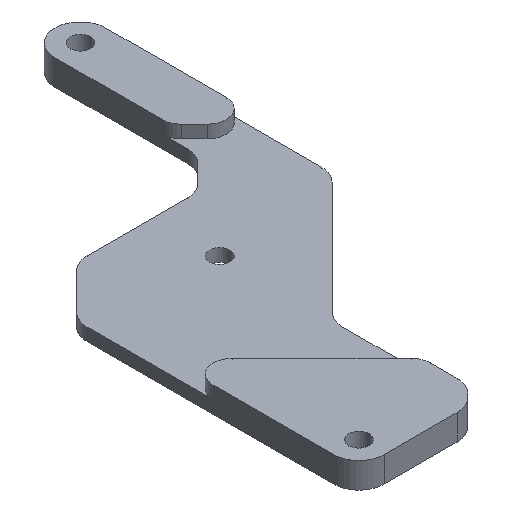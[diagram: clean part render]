
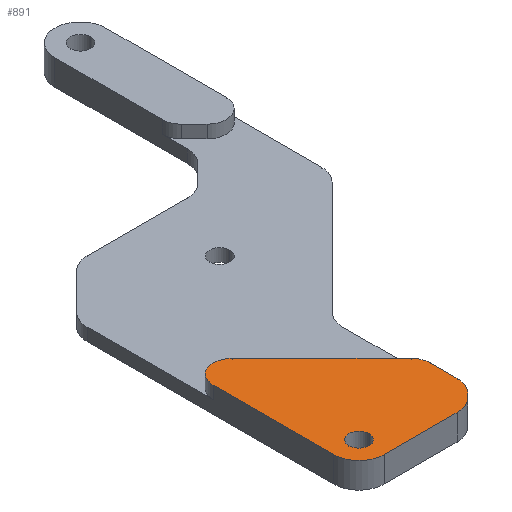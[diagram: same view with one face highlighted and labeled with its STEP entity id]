
A CAD part, isometric view. The second image highlights one B-rep face of the part: STEP entity #891.
In plain terms, the highlighted planar face has unit normal (0, 0, 1).
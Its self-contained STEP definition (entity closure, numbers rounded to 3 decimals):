
#11 = CIRCLE ( 'NONE', #942, 3. ) ;
#27 = DIRECTION ( 'NONE',  ( 0., 0., -1. ) ) ;
#29 = CARTESIAN_POINT ( 'NONE',  ( 0., -129.942, 4. ) ) ;
#40 = VERTEX_POINT ( 'NONE', #1178 ) ;
#42 = CARTESIAN_POINT ( 'NONE',  ( 0., 0., 4. ) ) ;
#62 = VERTEX_POINT ( 'NONE', #1285 ) ;
#68 = DIRECTION ( 'NONE',  ( -1., 0., 0. ) ) ;
#82 = VECTOR ( 'NONE', #610, 1000. ) ;
#90 = DIRECTION ( 'NONE',  ( 1., 0., 0. ) ) ;
#100 = CARTESIAN_POINT ( 'NONE',  ( 0., -115.8, 4. ) ) ;
#103 = CIRCLE ( 'NONE', #167, 1.6 ) ;
#111 = VERTEX_POINT ( 'NONE', #437 ) ;
#120 = CARTESIAN_POINT ( 'NONE',  ( -20., -136., 4. ) ) ;
#122 = AXIS2_PLACEMENT_3D ( 'NONE', #171, #381, #68 ) ;
#132 = CARTESIAN_POINT ( 'NONE',  ( -16., -140., 4. ) ) ;
#143 = DIRECTION ( 'NONE',  ( 0., 0., 1. ) ) ;
#148 = DIRECTION ( 'NONE',  ( -1., 0., 0. ) ) ;
#164 = CIRCLE ( 'NONE', #900, 1.6 ) ;
#167 = AXIS2_PLACEMENT_3D ( 'NONE', #1246, #949, #259 ) ;
#171 = CARTESIAN_POINT ( 'NONE',  ( -4.657, -136., 4. ) ) ;
#175 = CARTESIAN_POINT ( 'NONE',  ( -14.4, -136., 4. ) ) ;
#182 = CARTESIAN_POINT ( 'NONE',  ( -1.828, -138.828, 4. ) ) ;
#197 = EDGE_CURVE ( 'NONE', #421, #505, #11, .T. ) ;
#199 = ORIENTED_EDGE ( 'NONE', *, *, #707, .F. ) ;
#224 = ORIENTED_EDGE ( 'NONE', *, *, #491, .F. ) ;
#225 = CARTESIAN_POINT ( 'NONE',  ( -0.879, -129.063, 4. ) ) ;
#231 = CARTESIAN_POINT ( 'NONE',  ( -4., -135.343, 4. ) ) ;
#236 = PLANE ( 'NONE',  #882 ) ;
#247 = CARTESIAN_POINT ( 'NONE',  ( -3., -131.185, 4. ) ) ;
#252 = DIRECTION ( 'NONE',  ( 0., 0., 1. ) ) ;
#259 = DIRECTION ( 'NONE',  ( 1., 0., 0. ) ) ;
#275 = CARTESIAN_POINT ( 'NONE',  ( -17., -117.185, 4. ) ) ;
#316 = EDGE_CURVE ( 'NONE', #1030, #1035, #1148, .T. ) ;
#326 = EDGE_CURVE ( 'NONE', #62, #685, #756, .T. ) ;
#336 = CARTESIAN_POINT ( 'NONE',  ( -20., -140., 4. ) ) ;
#339 = FACE_OUTER_BOUND ( 'NONE', #1221, .T. ) ;
#356 = LINE ( 'NONE', #993, #82 ) ;
#362 = ORIENTED_EDGE ( 'NONE', *, *, #365, .F. ) ;
#365 = EDGE_CURVE ( 'NONE', #963, #40, #164, .T. ) ;
#380 = ORIENTED_EDGE ( 'NONE', *, *, #1313, .T. ) ;
#381 = DIRECTION ( 'NONE',  ( 0., 0., 1. ) ) ;
#387 = DIRECTION ( 'NONE',  ( 0.707, 0.707, 0. ) ) ;
#399 = DIRECTION ( 'NONE',  ( 0., 0., 1. ) ) ;
#421 = VERTEX_POINT ( 'NONE', #1127 ) ;
#422 = DIRECTION ( 'NONE',  ( 0., -1., 0. ) ) ;
#437 = CARTESIAN_POINT ( 'NONE',  ( 0., -135.343, 4. ) ) ;
#456 = DIRECTION ( 'NONE',  ( 0.707, -0.707, 0. ) ) ;
#468 = VERTEX_POINT ( 'NONE', #120 ) ;
#488 = CARTESIAN_POINT ( 'NONE',  ( -20., -117.185, 4. ) ) ;
#490 = CARTESIAN_POINT ( 'NONE',  ( -16., -136., 4. ) ) ;
#491 = EDGE_CURVE ( 'NONE', #468, #1035, #634, .T. ) ;
#494 = ORIENTED_EDGE ( 'NONE', *, *, #1194, .F. ) ;
#505 = VERTEX_POINT ( 'NONE', #225 ) ;
#519 = VECTOR ( 'NONE', #387, 1000. ) ;
#542 = VERTEX_POINT ( 'NONE', #1038 ) ;
#547 = ORIENTED_EDGE ( 'NONE', *, *, #1212, .F. ) ;
#553 = ORIENTED_EDGE ( 'NONE', *, *, #316, .T. ) ;
#559 = VECTOR ( 'NONE', #422, 1000. ) ;
#565 = DIRECTION ( 'NONE',  ( -1., 0., 0. ) ) ;
#602 = VERTEX_POINT ( 'NONE', #132 ) ;
#605 = DIRECTION ( 'NONE',  ( 0., 0., 1. ) ) ;
#610 = DIRECTION ( 'NONE',  ( -1., 0., 0. ) ) ;
#634 = LINE ( 'NONE', #336, #681 ) ;
#677 = ORIENTED_EDGE ( 'NONE', *, *, #326, .T. ) ;
#681 = VECTOR ( 'NONE', #1117, 1000. ) ;
#685 = VERTEX_POINT ( 'NONE', #182 ) ;
#689 = EDGE_CURVE ( 'NONE', #468, #602, #1040, .T. ) ;
#707 = EDGE_CURVE ( 'NONE', #421, #111, #910, .T. ) ;
#756 = CIRCLE ( 'NONE', #122, 4. ) ;
#762 = ORIENTED_EDGE ( 'NONE', *, *, #197, .T. ) ;
#778 = DIRECTION ( 'NONE',  ( -1., 0., 0. ) ) ;
#789 = DIRECTION ( 'NONE',  ( -1., 0., 0. ) ) ;
#798 = CARTESIAN_POINT ( 'NONE',  ( -14.879, -115.063, 4. ) ) ;
#806 = ORIENTED_EDGE ( 'NONE', *, *, #822, .F. ) ;
#822 = EDGE_CURVE ( 'NONE', #40, #963, #103, .T. ) ;
#853 = AXIS2_PLACEMENT_3D ( 'NONE', #275, #1064, #778 ) ;
#876 = CARTESIAN_POINT ( 'NONE',  ( 0., -137., 4. ) ) ;
#882 = AXIS2_PLACEMENT_3D ( 'NONE', #42, #27, #148 ) ;
#891 = ADVANCED_FACE ( 'NONE', ( #1234, #339 ), #236, .F. ) ;
#900 = AXIS2_PLACEMENT_3D ( 'NONE', #490, #399, #90 ) ;
#902 = VECTOR ( 'NONE', #456, 1000. ) ;
#910 = LINE ( 'NONE', #100, #559 ) ;
#924 = CIRCLE ( 'NONE', #1133, 4. ) ;
#942 = AXIS2_PLACEMENT_3D ( 'NONE', #247, #252, #1160 ) ;
#949 = DIRECTION ( 'NONE',  ( 0., 0., 1. ) ) ;
#963 = VERTEX_POINT ( 'NONE', #175 ) ;
#980 = ORIENTED_EDGE ( 'NONE', *, *, #689, .T. ) ;
#983 = CARTESIAN_POINT ( 'NONE',  ( -16., -136., 4. ) ) ;
#993 = CARTESIAN_POINT ( 'NONE',  ( 0., -140., 4. ) ) ;
#1030 = VERTEX_POINT ( 'NONE', #798 ) ;
#1035 = VERTEX_POINT ( 'NONE', #488 ) ;
#1038 = CARTESIAN_POINT ( 'NONE',  ( -1.172, -138.172, 4. ) ) ;
#1040 = CIRCLE ( 'NONE', #1110, 4. ) ;
#1059 = ORIENTED_EDGE ( 'NONE', *, *, #1112, .T. ) ;
#1064 = DIRECTION ( 'NONE',  ( 0., 0., 1. ) ) ;
#1071 = LINE ( 'NONE', #876, #519 ) ;
#1110 = AXIS2_PLACEMENT_3D ( 'NONE', #983, #605, #789 ) ;
#1112 = EDGE_CURVE ( 'NONE', #542, #111, #924, .T. ) ;
#1117 = DIRECTION ( 'NONE',  ( 0., 1., 0. ) ) ;
#1127 = CARTESIAN_POINT ( 'NONE',  ( 0., -131.185, 4. ) ) ;
#1133 = AXIS2_PLACEMENT_3D ( 'NONE', #231, #143, #565 ) ;
#1137 = LINE ( 'NONE', #29, #902 ) ;
#1148 = CIRCLE ( 'NONE', #853, 3. ) ;
#1160 = DIRECTION ( 'NONE',  ( -1., 0., 0. ) ) ;
#1178 = CARTESIAN_POINT ( 'NONE',  ( -17.6, -136., 4. ) ) ;
#1194 = EDGE_CURVE ( 'NONE', #1030, #505, #1137, .T. ) ;
#1212 = EDGE_CURVE ( 'NONE', #62, #602, #356, .T. ) ;
#1221 = EDGE_LOOP ( 'NONE', ( #199, #762, #494, #553, #224, #980, #547, #677, #380, #1059 ) ) ;
#1234 = FACE_BOUND ( 'NONE', #1273, .T. ) ;
#1246 = CARTESIAN_POINT ( 'NONE',  ( -16., -136., 4. ) ) ;
#1273 = EDGE_LOOP ( 'NONE', ( #362, #806 ) ) ;
#1285 = CARTESIAN_POINT ( 'NONE',  ( -4.657, -140., 4. ) ) ;
#1313 = EDGE_CURVE ( 'NONE', #685, #542, #1071, .T. ) ;
